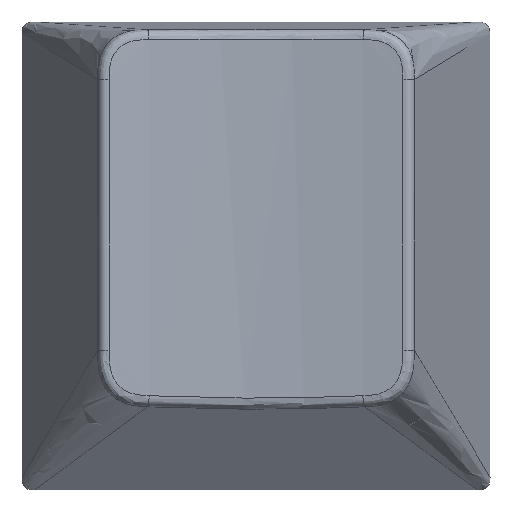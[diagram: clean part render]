
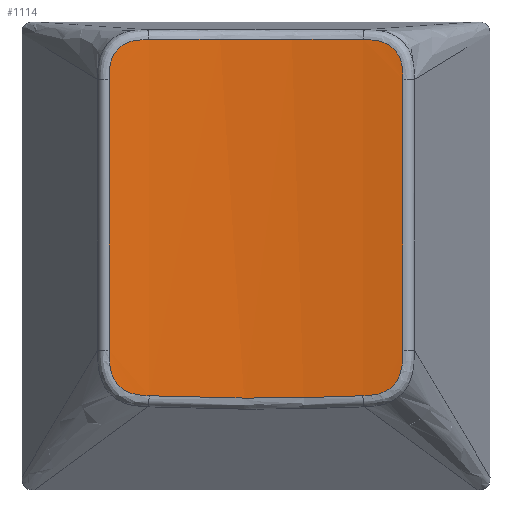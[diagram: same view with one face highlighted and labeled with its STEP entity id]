
A CAD part, top view. The second image highlights one B-rep face of the part: STEP entity #1114.
In plain terms, the highlighted cylindrical face has radius 33.276 mm (diameter 66.551 mm), a partial arc.
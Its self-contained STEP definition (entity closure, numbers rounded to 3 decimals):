
#15=CYLINDRICAL_SURFACE('',#1193,33.276);
#45=B_SPLINE_CURVE_WITH_KNOTS('',3,(#2088,#2089,#2090,#2091,#2092,#2093,
#2094,#2095,#2096,#2097,#2098,#2099,#2100,#2101,#2102,#2103,#2104,#2105,
#2106),.UNSPECIFIED.,.F.,.F.,(4,3,3,3,3,3,4),(-0.096,1.605,
3.307,4.105,5.807,7.508,8.307),
 .UNSPECIFIED.);
#46=B_SPLINE_CURVE_WITH_KNOTS('',3,(#2108,#2109,#2110,#2111,#2112,#2113,
#2114,#2115,#2116,#2117,#2118),.UNSPECIFIED.,.F.,.F.,(4,1,1,1,1,1,1,1,4),
(0.173,0.582,0.951,1.284,1.592,1.892,2.204,
2.548,2.929),.UNSPECIFIED.);
#47=B_SPLINE_CURVE_WITH_KNOTS('',3,(#2122,#2123,#2124,#2125,#2126,#2127,
#2128,#2129,#2130,#2131,#2132),.UNSPECIFIED.,.F.,.F.,(4,1,1,1,1,1,1,1,4),
(0.121,0.492,0.825,1.132,1.426,1.716,
2.013,2.332,2.688),.UNSPECIFIED.);
#48=B_SPLINE_CURVE_WITH_KNOTS('',3,(#2136,#2137,#2138,#2139,#2140,#2141,
#2142,#2143,#2144,#2145,#2146),.UNSPECIFIED.,.F.,.F.,(4,1,1,1,1,1,1,1,4),
(0.063,0.419,0.738,1.035,1.325,1.619,
1.926,2.259,2.63),.UNSPECIFIED.);
#49=B_SPLINE_CURVE_WITH_KNOTS('',3,(#2149,#2150,#2151,#2152,#2153,#2154,
#2155,#2156,#2157,#2158,#2159),.UNSPECIFIED.,.F.,.F.,(4,1,1,1,1,1,1,1,4),
(0.097,0.478,0.822,1.134,1.434,1.742,
2.075,2.444,2.853),.UNSPECIFIED.);
#62=CIRCLE('',#1194,33.255);
#88=FACE_OUTER_BOUND('',#154,.T.);
#154=EDGE_LOOP('',(#813,#814,#815,#816,#817,#818,#819,#820));
#252=LINE('',#2120,#379);
#253=LINE('',#2148,#380);
#379=VECTOR('',#1329,10.);
#380=VECTOR('',#1332,10.);
#506=VERTEX_POINT('',#2086);
#507=VERTEX_POINT('',#2087);
#508=VERTEX_POINT('',#2107);
#509=VERTEX_POINT('',#2119);
#510=VERTEX_POINT('',#2121);
#511=VERTEX_POINT('',#2133);
#512=VERTEX_POINT('',#2135);
#513=VERTEX_POINT('',#2147);
#624=EDGE_CURVE('',#506,#507,#45,.T.);
#625=EDGE_CURVE('',#507,#508,#46,.F.);
#626=EDGE_CURVE('',#508,#509,#252,.T.);
#627=EDGE_CURVE('',#509,#510,#47,.F.);
#628=EDGE_CURVE('',#510,#511,#62,.T.);
#629=EDGE_CURVE('',#511,#512,#48,.F.);
#630=EDGE_CURVE('',#512,#513,#253,.T.);
#631=EDGE_CURVE('',#513,#506,#49,.F.);
#813=ORIENTED_EDGE('',*,*,#624,.T.);
#814=ORIENTED_EDGE('',*,*,#625,.T.);
#815=ORIENTED_EDGE('',*,*,#626,.T.);
#816=ORIENTED_EDGE('',*,*,#627,.T.);
#817=ORIENTED_EDGE('',*,*,#628,.T.);
#818=ORIENTED_EDGE('',*,*,#629,.T.);
#819=ORIENTED_EDGE('',*,*,#630,.T.);
#820=ORIENTED_EDGE('',*,*,#631,.T.);
#1114=ADVANCED_FACE('',(#88),#15,.F.);
#1193=AXIS2_PLACEMENT_3D('',#2085,#1327,#1328);
#1194=AXIS2_PLACEMENT_3D('',#2134,#1330,#1331);
#1327=DIRECTION('center_axis',(0.,-1.,0.));
#1328=DIRECTION('ref_axis',(-0.567,0.,0.823));
#1329=DIRECTION('',(0.,1.,0.));
#1330=DIRECTION('center_axis',(0.,0.999,0.035));
#1331=DIRECTION('ref_axis',(-0.125,0.035,-0.992));
#1332=DIRECTION('',(0.,-1.,0.));
#2085=CARTESIAN_POINT('Origin',(-173.25,0.,42.576));
#2086=CARTESIAN_POINT('',(-177.384,118.544,9.558));
#2087=CARTESIAN_POINT('',(-169.117,118.544,9.558));
#2088=CARTESIAN_POINT('Ctrl Pts',(-177.384,118.544,9.558));
#2089=CARTESIAN_POINT('Ctrl Pts',(-176.829,118.52,9.488));
#2090=CARTESIAN_POINT('Ctrl Pts',(-176.272,118.501,9.433));
#2091=CARTESIAN_POINT('Ctrl Pts',(-175.714,118.487,9.391));
#2092=CARTESIAN_POINT('Ctrl Pts',(-175.156,118.472,9.35));
#2093=CARTESIAN_POINT('Ctrl Pts',(-174.597,118.463,9.323));
#2094=CARTESIAN_POINT('Ctrl Pts',(-174.038,118.458,9.309));
#2095=CARTESIAN_POINT('Ctrl Pts',(-173.775,118.456,9.303));
#2096=CARTESIAN_POINT('Ctrl Pts',(-173.513,118.455,9.3));
#2097=CARTESIAN_POINT('Ctrl Pts',(-173.25,118.455,9.3));
#2098=CARTESIAN_POINT('Ctrl Pts',(-172.691,118.455,9.3));
#2099=CARTESIAN_POINT('Ctrl Pts',(-172.131,118.46,9.314));
#2100=CARTESIAN_POINT('Ctrl Pts',(-171.573,118.469,9.342));
#2101=CARTESIAN_POINT('Ctrl Pts',(-171.014,118.479,9.371));
#2102=CARTESIAN_POINT('Ctrl Pts',(-170.456,118.494,9.413));
#2103=CARTESIAN_POINT('Ctrl Pts',(-169.899,118.514,9.469));
#2104=CARTESIAN_POINT('Ctrl Pts',(-169.638,118.523,9.496));
#2105=CARTESIAN_POINT('Ctrl Pts',(-169.377,118.533,9.525));
#2106=CARTESIAN_POINT('Ctrl Pts',(-169.117,118.544,9.558));
#2107=CARTESIAN_POINT('',(-167.569,120.302,9.789));
#2108=CARTESIAN_POINT('Ctrl Pts',(-167.569,120.302,9.789));
#2109=CARTESIAN_POINT('Ctrl Pts',(-167.569,120.166,9.789));
#2110=CARTESIAN_POINT('Ctrl Pts',(-167.573,119.906,9.788));
#2111=CARTESIAN_POINT('Ctrl Pts',(-167.622,119.538,9.779));
#2112=CARTESIAN_POINT('Ctrl Pts',(-167.732,119.219,9.761));
#2113=CARTESIAN_POINT('Ctrl Pts',(-167.905,118.958,9.732));
#2114=CARTESIAN_POINT('Ctrl Pts',(-168.137,118.761,9.695));
#2115=CARTESIAN_POINT('Ctrl Pts',(-168.423,118.63,9.651));
#2116=CARTESIAN_POINT('Ctrl Pts',(-168.756,118.563,9.604));
#2117=CARTESIAN_POINT('Ctrl Pts',(-168.992,118.55,9.573));
#2118=CARTESIAN_POINT('Ctrl Pts',(-169.117,118.544,9.558));
#2119=CARTESIAN_POINT('',(-167.569,130.775,9.789));
#2120=CARTESIAN_POINT('',(-167.569,120.302,9.789));
#2121=CARTESIAN_POINT('',(-169.099,132.318,9.56));
#2122=CARTESIAN_POINT('Ctrl Pts',(-169.099,132.318,9.56));
#2123=CARTESIAN_POINT('Ctrl Pts',(-168.977,132.317,9.575));
#2124=CARTESIAN_POINT('Ctrl Pts',(-168.747,132.314,9.606));
#2125=CARTESIAN_POINT('Ctrl Pts',(-168.42,132.259,9.652));
#2126=CARTESIAN_POINT('Ctrl Pts',(-168.137,132.141,9.695));
#2127=CARTESIAN_POINT('Ctrl Pts',(-167.904,131.96,9.732));
#2128=CARTESIAN_POINT('Ctrl Pts',(-167.73,131.723,9.761));
#2129=CARTESIAN_POINT('Ctrl Pts',(-167.62,131.441,9.78));
#2130=CARTESIAN_POINT('Ctrl Pts',(-167.571,131.119,9.788));
#2131=CARTESIAN_POINT('Ctrl Pts',(-167.569,130.894,9.789));
#2132=CARTESIAN_POINT('Ctrl Pts',(-167.569,130.775,9.789));
#2133=CARTESIAN_POINT('',(-177.402,132.318,9.56));
#2134=CARTESIAN_POINT('Origin',(-173.25,131.16,42.535));
#2135=CARTESIAN_POINT('',(-178.931,130.775,9.789));
#2136=CARTESIAN_POINT('Ctrl Pts',(-178.931,130.775,9.789));
#2137=CARTESIAN_POINT('Ctrl Pts',(-178.931,130.894,9.789));
#2138=CARTESIAN_POINT('Ctrl Pts',(-178.929,131.119,9.788));
#2139=CARTESIAN_POINT('Ctrl Pts',(-178.881,131.441,9.78));
#2140=CARTESIAN_POINT('Ctrl Pts',(-178.771,131.723,9.761));
#2141=CARTESIAN_POINT('Ctrl Pts',(-178.597,131.96,9.732));
#2142=CARTESIAN_POINT('Ctrl Pts',(-178.364,132.141,9.695));
#2143=CARTESIAN_POINT('Ctrl Pts',(-178.08,132.259,9.652));
#2144=CARTESIAN_POINT('Ctrl Pts',(-177.753,132.314,9.606));
#2145=CARTESIAN_POINT('Ctrl Pts',(-177.523,132.317,9.575));
#2146=CARTESIAN_POINT('Ctrl Pts',(-177.402,132.318,9.56));
#2147=CARTESIAN_POINT('',(-178.931,120.302,9.789));
#2148=CARTESIAN_POINT('',(-178.931,130.775,9.789));
#2149=CARTESIAN_POINT('Ctrl Pts',(-177.384,118.544,9.558));
#2150=CARTESIAN_POINT('Ctrl Pts',(-177.508,118.55,9.573));
#2151=CARTESIAN_POINT('Ctrl Pts',(-177.745,118.563,9.604));
#2152=CARTESIAN_POINT('Ctrl Pts',(-178.077,118.63,9.651));
#2153=CARTESIAN_POINT('Ctrl Pts',(-178.363,118.761,9.695));
#2154=CARTESIAN_POINT('Ctrl Pts',(-178.596,118.958,9.732));
#2155=CARTESIAN_POINT('Ctrl Pts',(-178.768,119.219,9.761));
#2156=CARTESIAN_POINT('Ctrl Pts',(-178.878,119.538,9.779));
#2157=CARTESIAN_POINT('Ctrl Pts',(-178.928,119.906,9.788));
#2158=CARTESIAN_POINT('Ctrl Pts',(-178.931,120.166,9.789));
#2159=CARTESIAN_POINT('Ctrl Pts',(-178.931,120.302,9.789));
